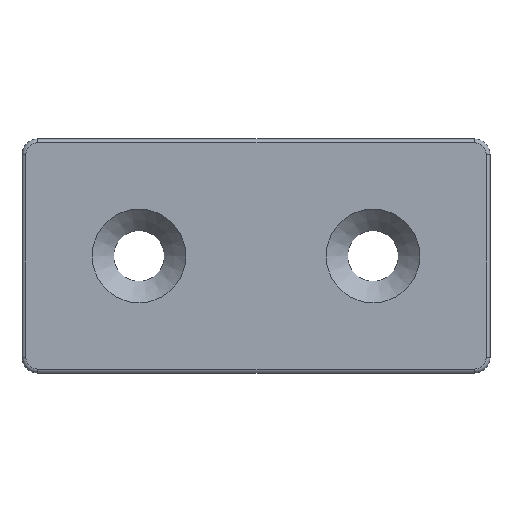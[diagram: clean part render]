
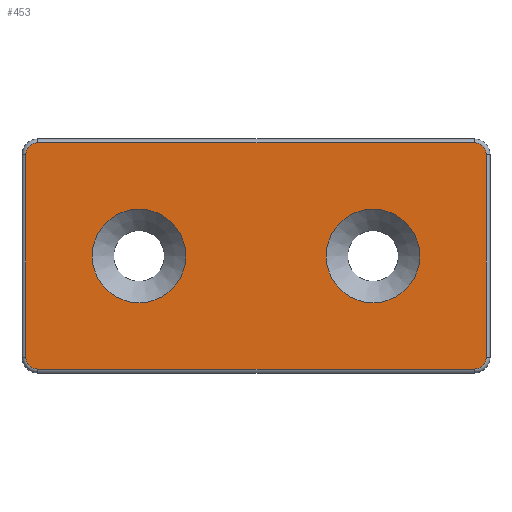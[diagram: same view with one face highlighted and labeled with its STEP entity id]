
A CAD part, top view. The second image highlights one B-rep face of the part: STEP entity #453.
In plain terms, the highlighted planar face has unit normal (0, 0, 1).
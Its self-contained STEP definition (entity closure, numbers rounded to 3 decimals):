
#18=FACE_BOUND($,#147,.T.);
#19=FACE_BOUND($,#148,.T.);
#20=FACE_BOUND($,#149,.T.);
#30=PLANE($,#520);
#46=LINE($,#774,#70);
#48=LINE($,#779,#72);
#49=LINE($,#794,#73);
#51=LINE($,#799,#75);
#70=VECTOR($,#625,56.);
#72=VECTOR($,#631,26.);
#73=VECTOR($,#650,26.);
#75=VECTOR($,#656,56.);
#147=EDGE_LOOP($,(#399));
#148=EDGE_LOOP($,(#400));
#149=EDGE_LOOP($,(#401,#402,#403,#404,#405,#406,#407,#408));
#180=CIRCLE($,#497,1.5);
#185=CIRCLE($,#505,1.5);
#188=CIRCLE($,#509,1.5);
#192=CIRCLE($,#516,1.5);
#193=CIRCLE($,#521,6.);
#194=CIRCLE($,#522,6.);
#220=VERTEX_POINT($,#765);
#221=VERTEX_POINT($,#767);
#223=VERTEX_POINT($,#772);
#224=VERTEX_POINT($,#777);
#226=VERTEX_POINT($,#782);
#227=VERTEX_POINT($,#787);
#229=VERTEX_POINT($,#792);
#230=VERTEX_POINT($,#797);
#231=VERTEX_POINT($,#810);
#232=VERTEX_POINT($,#812);
#271=EDGE_CURVE($,#220,#221,#180,.T.);
#274=EDGE_CURVE($,#223,#220,#46,.T.);
#277=EDGE_CURVE($,#221,#224,#48,.T.);
#279=EDGE_CURVE($,#226,#223,#185,.T.);
#282=EDGE_CURVE($,#224,#227,#188,.T.);
#284=EDGE_CURVE($,#229,#226,#49,.T.);
#287=EDGE_CURVE($,#227,#230,#51,.T.);
#289=EDGE_CURVE($,#230,#229,#192,.T.);
#293=EDGE_CURVE($,#231,#231,#193,.T.);
#294=EDGE_CURVE($,#232,#232,#194,.T.);
#399=ORIENTED_EDGE($,*,*,#293,.T.);
#400=ORIENTED_EDGE($,*,*,#294,.T.);
#401=ORIENTED_EDGE($,*,*,#271,.F.);
#402=ORIENTED_EDGE($,*,*,#274,.F.);
#403=ORIENTED_EDGE($,*,*,#279,.F.);
#404=ORIENTED_EDGE($,*,*,#284,.F.);
#405=ORIENTED_EDGE($,*,*,#289,.F.);
#406=ORIENTED_EDGE($,*,*,#287,.F.);
#407=ORIENTED_EDGE($,*,*,#282,.F.);
#408=ORIENTED_EDGE($,*,*,#277,.F.);
#453=ADVANCED_FACE($,(#18,#19,#20),#30,.T.);
#497=AXIS2_PLACEMENT_3D($,#768,#617,#618);
#505=AXIS2_PLACEMENT_3D($,#784,#636,#637);
#509=AXIS2_PLACEMENT_3D($,#789,#644,#645);
#516=AXIS2_PLACEMENT_3D($,#802,#661,#662);
#520=AXIS2_PLACEMENT_3D($,#809,#672,#673);
#521=AXIS2_PLACEMENT_3D($,#811,#674,#675);
#522=AXIS2_PLACEMENT_3D($,#813,#676,#677);
#617=DIRECTION('center_axis',(0.,0.,-1.));
#618=DIRECTION('ref_axis',(-0.707,-0.707,0.));
#625=DIRECTION($,(-1.,0.,0.));
#631=DIRECTION($,(0.,1.,0.));
#636=DIRECTION('center_axis',(0.,0.,-1.));
#637=DIRECTION('ref_axis',(0.707,-0.707,0.));
#644=DIRECTION('center_axis',(0.,0.,-1.));
#645=DIRECTION('ref_axis',(-0.707,0.707,0.));
#650=DIRECTION($,(0.,-1.,0.));
#656=DIRECTION($,(1.,0.,0.));
#661=DIRECTION('center_axis',(0.,0.,-1.));
#662=DIRECTION('ref_axis',(0.707,0.707,0.));
#672=DIRECTION('center_axis',(0.,0.,1.));
#673=DIRECTION('ref_axis',(1.,0.,0.));
#674=DIRECTION('center_axis',(0.,0.,-1.));
#675=DIRECTION('ref_axis',(1.,0.,0.));
#676=DIRECTION('center_axis',(0.,0.,-1.));
#677=DIRECTION('ref_axis',(1.,0.,0.));
#765=CARTESIAN_POINT('',(-23.064,-18.183,3.));
#767=CARTESIAN_POINT('',(-24.564,-16.683,3.));
#768=CARTESIAN_POINT('Origin',(-23.064,-16.683,3.));
#772=CARTESIAN_POINT('',(32.936,-18.183,3.));
#774=CARTESIAN_POINT($,(19.936,-18.183,3.));
#777=CARTESIAN_POINT('',(-24.564,9.317,3.));
#779=CARTESIAN_POINT($,(-24.564,-11.183,3.));
#782=CARTESIAN_POINT('',(34.436,-16.683,3.));
#784=CARTESIAN_POINT('Origin',(32.936,-16.683,3.));
#787=CARTESIAN_POINT('',(-23.064,10.817,3.));
#789=CARTESIAN_POINT('Origin',(-23.064,9.317,3.));
#792=CARTESIAN_POINT('',(34.436,9.317,3.));
#794=CARTESIAN_POINT($,(34.436,3.817,3.));
#797=CARTESIAN_POINT('',(32.936,10.817,3.));
#799=CARTESIAN_POINT($,(-10.064,10.817,3.));
#802=CARTESIAN_POINT('Origin',(32.936,9.317,3.));
#809=CARTESIAN_POINT('Origin',(4.936,-3.683,3.));
#810=CARTESIAN_POINT('',(25.936,-3.683,3.));
#811=CARTESIAN_POINT('Origin',(19.936,-3.683,3.));
#812=CARTESIAN_POINT('',(-4.064,-3.683,3.));
#813=CARTESIAN_POINT('Origin',(-10.064,-3.683,3.));
